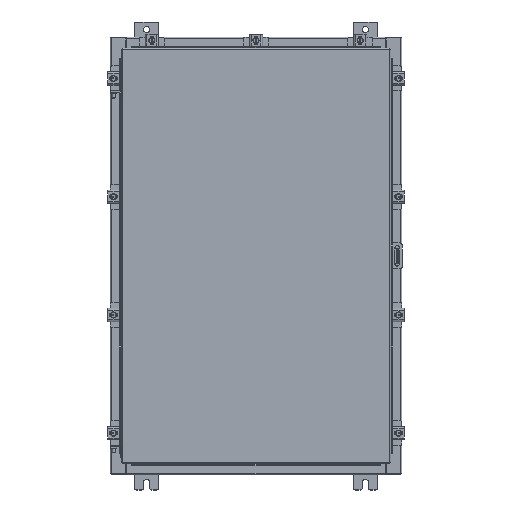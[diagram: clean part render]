
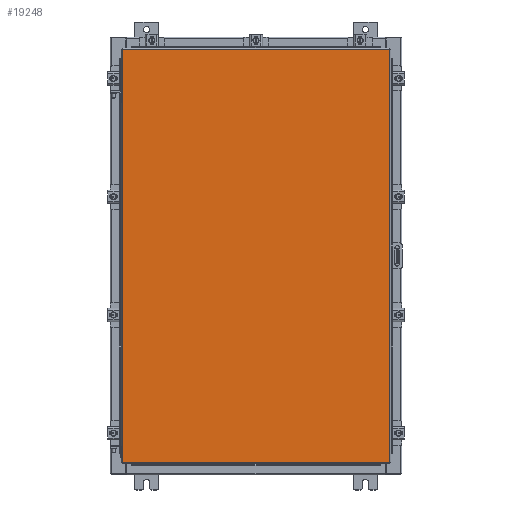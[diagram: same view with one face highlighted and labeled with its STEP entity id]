
A CAD part, top view. The second image highlights one B-rep face of the part: STEP entity #19248.
In plain terms, the highlighted planar face has unit normal (0, 0, 1).
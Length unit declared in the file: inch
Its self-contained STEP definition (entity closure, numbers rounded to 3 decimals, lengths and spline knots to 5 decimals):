
#1191 = ORIENTED_EDGE ( 'NONE', *, *, #17672, .T. ) ;
#1314 = CARTESIAN_POINT ( 'NONE',  ( 10.9903, -17.0063, 0. ) ) ;
#1448 = DIRECTION ( 'NONE',  ( 0., 1., 0. ) ) ;
#2172 = EDGE_CURVE ( 'NONE', #22569, #20402, #3447, .T. ) ;
#2873 = CARTESIAN_POINT ( 'NONE',  ( -10.9903, 17.0063, 0. ) ) ;
#3071 = CARTESIAN_POINT ( 'NONE',  ( -10.9903, 17.0063, 0. ) ) ;
#3286 = CARTESIAN_POINT ( 'NONE',  ( 10.9903, 17.0063, 0. ) ) ;
#3362 = VECTOR ( 'NONE', #20751, 39.37008 ) ;
#3399 = VECTOR ( 'NONE', #22308, 39.37008 ) ;
#3447 = LINE ( 'NONE', #2873, #12987 ) ;
#3503 = PLANE ( 'NONE',  #17442 ) ;
#5096 = LINE ( 'NONE', #20434, #3399 ) ;
#5480 = LINE ( 'NONE', #15819, #14449 ) ;
#6475 = EDGE_CURVE ( 'NONE', #20402, #21222, #14585, .T. ) ;
#7128 = DIRECTION ( 'NONE',  ( 0., 0., -1. ) ) ;
#8385 = ORIENTED_EDGE ( 'NONE', *, *, #6475, .T. ) ;
#10004 = CARTESIAN_POINT ( 'NONE',  ( -10.9903, -17.0063, 0. ) ) ;
#12327 = FACE_OUTER_BOUND ( 'NONE', #16473, .T. ) ;
#12987 = VECTOR ( 'NONE', #16717, 39.37008 ) ;
#13608 = VERTEX_POINT ( 'NONE', #3286 ) ;
#14310 = EDGE_CURVE ( 'NONE', #21222, #13608, #5480, .T. ) ;
#14449 = VECTOR ( 'NONE', #1448, 39.37008 ) ;
#14585 = LINE ( 'NONE', #10004, #3362 ) ;
#15819 = CARTESIAN_POINT ( 'NONE',  ( 10.9903, -17.0063, 0. ) ) ;
#16255 = ORIENTED_EDGE ( 'NONE', *, *, #14310, .T. ) ;
#16473 = EDGE_LOOP ( 'NONE', ( #8385, #16255, #1191, #21983 ) ) ;
#16717 = DIRECTION ( 'NONE',  ( 0., -1., 0. ) ) ;
#17210 = CARTESIAN_POINT ( 'NONE',  ( -10.9903, -17.0063, 0. ) ) ;
#17442 = AXIS2_PLACEMENT_3D ( 'NONE', #17872, #7128, #19667 ) ;
#17672 = EDGE_CURVE ( 'NONE', #13608, #22569, #5096, .T. ) ;
#17872 = CARTESIAN_POINT ( 'NONE',  ( 0., 0., 0. ) ) ;
#19248 = ADVANCED_FACE ( 'NONE', ( #12327 ), #3503, .F. ) ;
#19667 = DIRECTION ( 'NONE',  ( -1., 0., 0. ) ) ;
#20402 = VERTEX_POINT ( 'NONE', #17210 ) ;
#20434 = CARTESIAN_POINT ( 'NONE',  ( 10.9903, 17.0063, 0. ) ) ;
#20751 = DIRECTION ( 'NONE',  ( 1., 0., 0. ) ) ;
#21222 = VERTEX_POINT ( 'NONE', #1314 ) ;
#21983 = ORIENTED_EDGE ( 'NONE', *, *, #2172, .T. ) ;
#22308 = DIRECTION ( 'NONE',  ( -1., 0., 0. ) ) ;
#22569 = VERTEX_POINT ( 'NONE', #3071 ) ;
